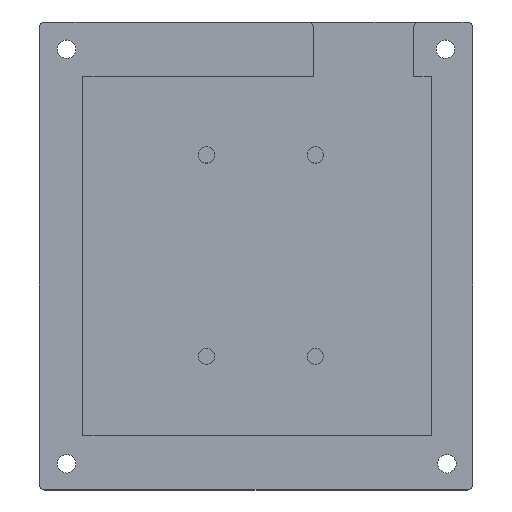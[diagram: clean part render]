
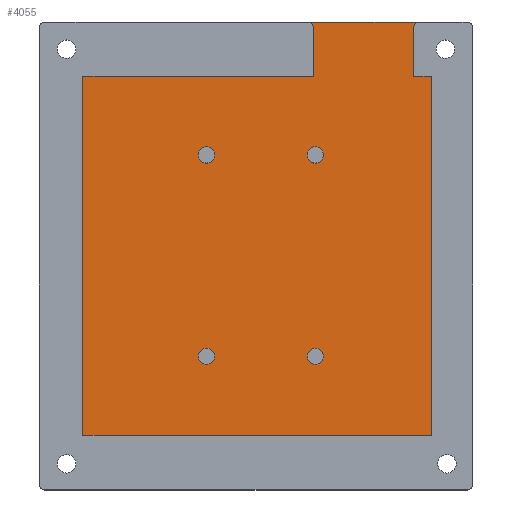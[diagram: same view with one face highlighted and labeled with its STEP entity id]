
A CAD part, top view. The second image highlights one B-rep face of the part: STEP entity #4055.
In plain terms, the highlighted planar face has unit normal (0, 0, 1).
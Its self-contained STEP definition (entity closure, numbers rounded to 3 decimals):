
#42=CIRCLE('',#4157,1.);
#52=CIRCLE('',#4170,1.);
#53=CIRCLE('',#4173,1.5);
#54=CIRCLE('',#4174,1.5);
#55=CIRCLE('',#4175,1.5);
#56=CIRCLE('',#4176,1.5);
#86=FACE_BOUND('',#586,.T.);
#87=FACE_BOUND('',#587,.T.);
#88=FACE_BOUND('',#588,.T.);
#89=FACE_BOUND('',#589,.T.);
#140=PLANE('',#4172);
#346=FACE_OUTER_BOUND('',#585,.T.);
#585=EDGE_LOOP('',(#3591,#3592,#3593,#3594,#3595,#3596,#3597,#3598,#3599,
#3600));
#586=EDGE_LOOP('',(#3601));
#587=EDGE_LOOP('',(#3602));
#588=EDGE_LOOP('',(#3603));
#589=EDGE_LOOP('',(#3604));
#877=LINE('',#8207,#1172);
#891=LINE('',#8256,#1186);
#893=LINE('',#8259,#1188);
#894=LINE('',#8261,#1189);
#895=LINE('',#8263,#1190);
#896=LINE('',#8265,#1191);
#897=LINE('',#8267,#1192);
#898=LINE('',#8268,#1193);
#1172=VECTOR('',#4584,10.);
#1186=VECTOR('',#4624,10.);
#1188=VECTOR('',#4628,10.);
#1189=VECTOR('',#4629,10.);
#1190=VECTOR('',#4630,10.);
#1191=VECTOR('',#4631,10.);
#1192=VECTOR('',#4632,10.);
#1193=VECTOR('',#4633,10.);
#1856=VERTEX_POINT('',#8197);
#1857=VERTEX_POINT('',#8199);
#1859=VERTEX_POINT('',#8205);
#1879=VERTEX_POINT('',#8249);
#1880=VERTEX_POINT('',#8251);
#1881=VERTEX_POINT('',#8255);
#1882=VERTEX_POINT('',#8260);
#1883=VERTEX_POINT('',#8262);
#1884=VERTEX_POINT('',#8264);
#1885=VERTEX_POINT('',#8266);
#1886=VERTEX_POINT('',#8269);
#1887=VERTEX_POINT('',#8271);
#1888=VERTEX_POINT('',#8273);
#1889=VERTEX_POINT('',#8275);
#2435=EDGE_CURVE('',#1856,#1857,#42,.F.);
#2439=EDGE_CURVE('',#1859,#1856,#877,.T.);
#2461=EDGE_CURVE('',#1879,#1880,#52,.F.);
#2463=EDGE_CURVE('',#1880,#1881,#891,.T.);
#2465=EDGE_CURVE('',#1857,#1879,#893,.T.);
#2466=EDGE_CURVE('',#1882,#1859,#894,.T.);
#2467=EDGE_CURVE('',#1883,#1882,#895,.T.);
#2468=EDGE_CURVE('',#1884,#1883,#896,.T.);
#2469=EDGE_CURVE('',#1885,#1884,#897,.T.);
#2470=EDGE_CURVE('',#1881,#1885,#898,.T.);
#2471=EDGE_CURVE('',#1886,#1886,#53,.T.);
#2472=EDGE_CURVE('',#1887,#1887,#54,.T.);
#2473=EDGE_CURVE('',#1888,#1888,#55,.T.);
#2474=EDGE_CURVE('',#1889,#1889,#56,.T.);
#3591=ORIENTED_EDGE('',*,*,#2465,.F.);
#3592=ORIENTED_EDGE('',*,*,#2435,.F.);
#3593=ORIENTED_EDGE('',*,*,#2439,.F.);
#3594=ORIENTED_EDGE('',*,*,#2466,.F.);
#3595=ORIENTED_EDGE('',*,*,#2467,.F.);
#3596=ORIENTED_EDGE('',*,*,#2468,.F.);
#3597=ORIENTED_EDGE('',*,*,#2469,.F.);
#3598=ORIENTED_EDGE('',*,*,#2470,.F.);
#3599=ORIENTED_EDGE('',*,*,#2463,.F.);
#3600=ORIENTED_EDGE('',*,*,#2461,.F.);
#3601=ORIENTED_EDGE('',*,*,#2471,.F.);
#3602=ORIENTED_EDGE('',*,*,#2472,.F.);
#3603=ORIENTED_EDGE('',*,*,#2473,.F.);
#3604=ORIENTED_EDGE('',*,*,#2474,.F.);
#4055=ADVANCED_FACE('',(#346,#86,#87,#88,#89),#140,.F.);
#4157=AXIS2_PLACEMENT_3D('',#8200,#4577,#4578);
#4170=AXIS2_PLACEMENT_3D('',#8252,#4619,#4620);
#4172=AXIS2_PLACEMENT_3D('',#8258,#4626,#4627);
#4173=AXIS2_PLACEMENT_3D('',#8270,#4634,#4635);
#4174=AXIS2_PLACEMENT_3D('',#8272,#4636,#4637);
#4175=AXIS2_PLACEMENT_3D('',#8274,#4638,#4639);
#4176=AXIS2_PLACEMENT_3D('',#8276,#4640,#4641);
#4577=DIRECTION('center_axis',(0.,0.,-1.));
#4578=DIRECTION('ref_axis',(0.707,0.707,0.));
#4584=DIRECTION('',(0.,1.,0.));
#4619=DIRECTION('center_axis',(0.,0.,-1.));
#4620=DIRECTION('ref_axis',(-0.707,0.707,0.));
#4624=DIRECTION('',(0.,-1.,0.));
#4626=DIRECTION('center_axis',(0.,0.,-1.));
#4627=DIRECTION('ref_axis',(-1.,0.,0.));
#4628=DIRECTION('',(1.,0.,0.));
#4629=DIRECTION('',(1.,0.,0.));
#4630=DIRECTION('',(0.,1.,0.));
#4631=DIRECTION('',(-1.,0.,0.));
#4632=DIRECTION('',(0.,-1.,0.));
#4633=DIRECTION('',(1.,0.,0.));
#4634=DIRECTION('center_axis',(0.,0.,1.));
#4635=DIRECTION('ref_axis',(1.,0.,0.));
#4636=DIRECTION('center_axis',(0.,0.,1.));
#4637=DIRECTION('ref_axis',(1.,0.,0.));
#4638=DIRECTION('center_axis',(0.,0.,1.));
#4639=DIRECTION('ref_axis',(1.,0.,0.));
#4640=DIRECTION('center_axis',(0.,0.,1.));
#4641=DIRECTION('ref_axis',(1.,0.,0.));
#8197=CARTESIAN_POINT('',(50.3,-1.,5.5));
#8199=CARTESIAN_POINT('',(49.3,0.,5.5));
#8200=CARTESIAN_POINT('Origin',(49.3,-1.,5.5));
#8205=CARTESIAN_POINT('',(50.3,-10.,5.5));
#8207=CARTESIAN_POINT('',(50.3,0.,5.5));
#8249=CARTESIAN_POINT('',(69.8,0.,5.5));
#8251=CARTESIAN_POINT('',(68.8,-1.,5.5));
#8252=CARTESIAN_POINT('Origin',(69.8,-1.,5.5));
#8255=CARTESIAN_POINT('',(68.8,-10.,5.5));
#8256=CARTESIAN_POINT('',(68.8,-10.,5.5));
#8258=CARTESIAN_POINT('Origin',(59.55,-5.,5.5));
#8259=CARTESIAN_POINT('',(69.575,0.,5.5));
#8260=CARTESIAN_POINT('',(8.,-10.,5.5));
#8261=CARTESIAN_POINT('',(25.5,-10.,5.5));
#8262=CARTESIAN_POINT('',(8.,-76.,5.5));
#8263=CARTESIAN_POINT('',(8.,-59.5,5.5));
#8264=CARTESIAN_POINT('',(72.,-76.,5.5));
#8265=CARTESIAN_POINT('',(56.5,-76.,5.5));
#8266=CARTESIAN_POINT('',(72.,-10.,5.5));
#8267=CARTESIAN_POINT('',(72.,-26.5,5.5));
#8268=CARTESIAN_POINT('',(25.5,-10.,5.5));
#8269=CARTESIAN_POINT('',(29.204,-61.44,5.5));
#8270=CARTESIAN_POINT('Origin',(30.704,-61.44,5.5));
#8271=CARTESIAN_POINT('',(29.204,-24.44,5.5));
#8272=CARTESIAN_POINT('Origin',(30.704,-24.44,5.5));
#8273=CARTESIAN_POINT('',(49.204,-61.44,5.5));
#8274=CARTESIAN_POINT('Origin',(50.704,-61.44,5.5));
#8275=CARTESIAN_POINT('',(49.204,-24.436,5.5));
#8276=CARTESIAN_POINT('Origin',(50.704,-24.436,5.5));
